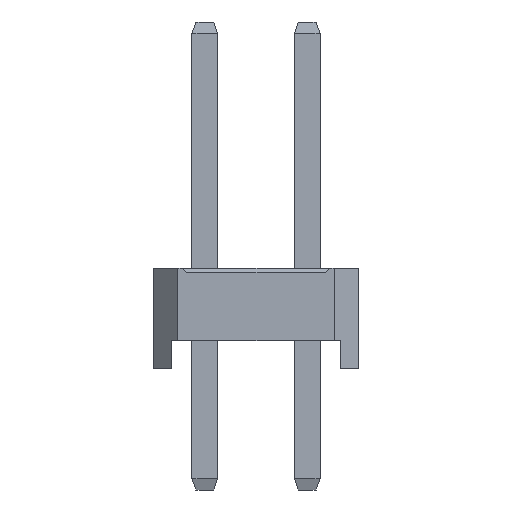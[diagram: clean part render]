
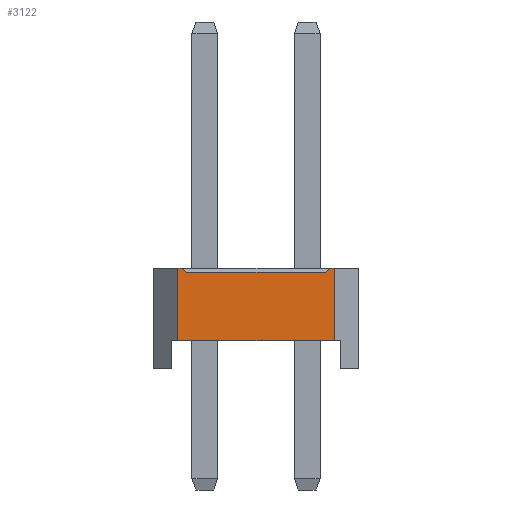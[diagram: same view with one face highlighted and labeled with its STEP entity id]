
A CAD part, left-side view. The second image highlights one B-rep face of the part: STEP entity #3122.
In plain terms, the highlighted planar face has unit normal (-1, 0, 0).
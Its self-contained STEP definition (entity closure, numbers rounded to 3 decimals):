
#3122=ADVANCED_FACE('',(#12819),#12821,.T.);
#12819=FACE_BOUND('',#12820,.T.);
#12820=EDGE_LOOP('',(#20407,#20408,#20409,#20410,#20411,#20412,#20413,#20414));
#12821=PLANE('',#12822);
#12822=AXIS2_PLACEMENT_3D('',#12823,#12824,#12825);
#12823=CARTESIAN_POINT('',(-1.27,3.21,0.));
#12824=DIRECTION('',(-1.,0.,0.));
#12825=DIRECTION('',(0.,-1.,0.));
#20407=ORIENTED_EDGE('',*,*,#25132,.F.);
#20408=ORIENTED_EDGE('',*,*,#25133,.T.);
#20409=ORIENTED_EDGE('',*,*,#25134,.F.);
#20410=ORIENTED_EDGE('',*,*,#24117,.F.);
#20411=ORIENTED_EDGE('',*,*,#25135,.F.);
#20412=ORIENTED_EDGE('',*,*,#23742,.T.);
#20413=ORIENTED_EDGE('',*,*,#25131,.T.);
#20414=ORIENTED_EDGE('',*,*,#24121,.F.);
#23742=EDGE_CURVE('',#26448,#26446,#26449,.T.);
#24117=EDGE_CURVE('',#27196,#27198,#27199,.T.);
#24121=EDGE_CURVE('',#27204,#27206,#27207,.T.);
#25131=EDGE_CURVE('',#26446,#27206,#28885,.T.);
#25132=EDGE_CURVE('',#28886,#27204,#28887,.F.);
#25133=EDGE_CURVE('',#28886,#28888,#28889,.T.);
#25134=EDGE_CURVE('',#27198,#28888,#28890,.F.);
#25135=EDGE_CURVE('',#26448,#27196,#28891,.T.);
#26446=VERTEX_POINT('',#30836);
#26448=VERTEX_POINT('',#30840);
#26449=LINE('',#30841,#30842);
#27196=VERTEX_POINT('',#32336);
#27198=VERTEX_POINT('',#32340);
#27199=LINE('',#32341,#32342);
#27204=VERTEX_POINT('',#32352);
#27206=VERTEX_POINT('',#32356);
#27207=LINE('',#32357,#32358);
#28885=LINE('',#36055,#36056);
#28886=VERTEX_POINT('',#36058);
#28887=LINE('',#36059,#36060);
#28888=VERTEX_POINT('',#36062);
#28889=LINE('',#36063,#36064);
#28890=LINE('',#36066,#36067);
#28891=LINE('',#36069,#36070);
#30836=CARTESIAN_POINT('',(-1.27,-0.67,0.7));
#30840=CARTESIAN_POINT('',(-1.27,3.21,0.7));
#30841=CARTESIAN_POINT('',(-1.27,3.21,0.7));
#30842=VECTOR('',#30843,1.);
#30843=DIRECTION('',(0.,-1.,0.));
#32336=CARTESIAN_POINT('',(-1.27,3.21,2.5));
#32340=CARTESIAN_POINT('',(-1.27,3.09,2.5));
#32341=CARTESIAN_POINT('',(-1.27,3.21,2.5));
#32342=VECTOR('',#32343,1.);
#32343=DIRECTION('',(0.,-1.,0.));
#32352=CARTESIAN_POINT('',(-1.27,-0.55,2.5));
#32356=CARTESIAN_POINT('',(-1.27,-0.67,2.5));
#32357=CARTESIAN_POINT('',(-1.27,-0.55,2.5));
#32358=VECTOR('',#32359,1.);
#32359=DIRECTION('',(0.,-1.,0.));
#36055=CARTESIAN_POINT('',(-1.27,-0.67,0.7));
#36056=VECTOR('',#36057,1.);
#36057=DIRECTION('',(0.,0.,1.));
#36058=CARTESIAN_POINT('',(-1.27,-0.45,2.4));
#36059=CARTESIAN_POINT('',(-1.27,-0.55,2.5));
#36060=VECTOR('',#36061,1.);
#36061=DIRECTION('',(0.,0.707,-0.707));
#36062=CARTESIAN_POINT('',(-1.27,2.99,2.4));
#36063=CARTESIAN_POINT('',(-1.27,-0.45,2.4));
#36064=VECTOR('',#36065,1.);
#36065=DIRECTION('',(0.,1.,0.));
#36066=CARTESIAN_POINT('',(-1.27,2.99,2.4));
#36067=VECTOR('',#36068,1.);
#36068=DIRECTION('',(0.,0.707,0.707));
#36069=CARTESIAN_POINT('',(-1.27,3.21,0.7));
#36070=VECTOR('',#36071,1.);
#36071=DIRECTION('',(0.,0.,1.));
